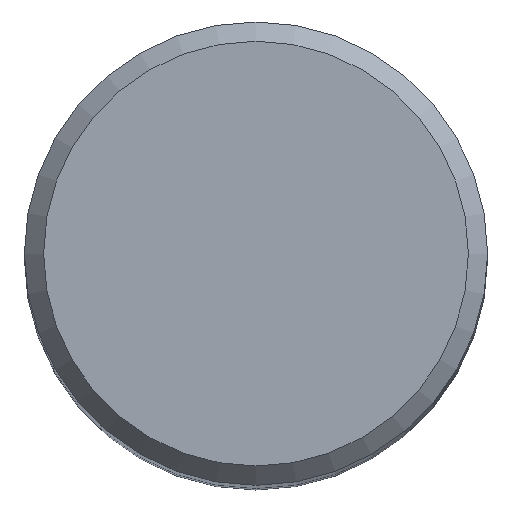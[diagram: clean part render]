
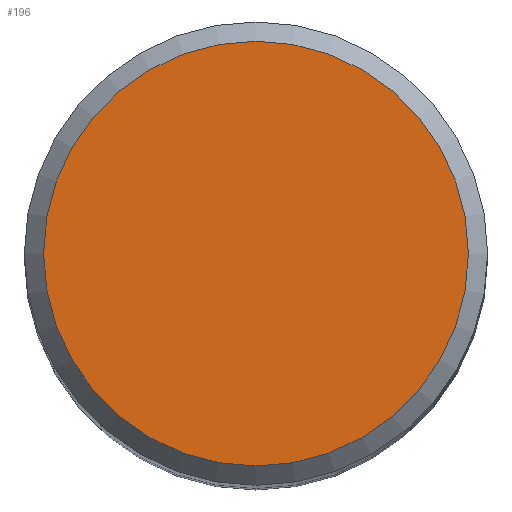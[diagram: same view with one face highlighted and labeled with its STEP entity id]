
A CAD part, top view. The second image highlights one B-rep face of the part: STEP entity #196.
In plain terms, the highlighted planar face has unit normal (0, 0, 1).
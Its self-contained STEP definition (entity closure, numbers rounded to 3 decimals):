
#3 = CARTESIAN_POINT ( 'NONE',  ( 0., 5.5, 70. ) ) ;
#8 = CARTESIAN_POINT ( 'NONE',  ( 0., 0., 70. ) ) ;
#14 = EDGE_CURVE ( 'NONE', #25, #25, #85, .T. ) ;
#25 = VERTEX_POINT ( 'NONE', #3 ) ;
#43 = AXIS2_PLACEMENT_3D ( 'NONE', #8, #169, #46 ) ;
#46 = DIRECTION ( 'NONE',  ( 0., 1., 0. ) ) ;
#51 = AXIS2_PLACEMENT_3D ( 'NONE', #76, #81, #214 ) ;
#76 = CARTESIAN_POINT ( 'NONE',  ( 0., 0., 70. ) ) ;
#81 = DIRECTION ( 'NONE',  ( 0., 0., -1. ) ) ;
#85 = CIRCLE ( 'NONE', #43, 5.5 ) ;
#93 = FACE_OUTER_BOUND ( 'NONE', #201, .T. ) ;
#169 = DIRECTION ( 'NONE',  ( 0., 0., -1. ) ) ;
#183 = ORIENTED_EDGE ( 'NONE', *, *, #14, .F. ) ;
#196 = ADVANCED_FACE ( 'NONE', ( #93 ), #210, .F. ) ;
#201 = EDGE_LOOP ( 'NONE', ( #183 ) ) ;
#210 = PLANE ( 'NONE',  #51 ) ;
#214 = DIRECTION ( 'NONE',  ( 0., 1., 0. ) ) ;
